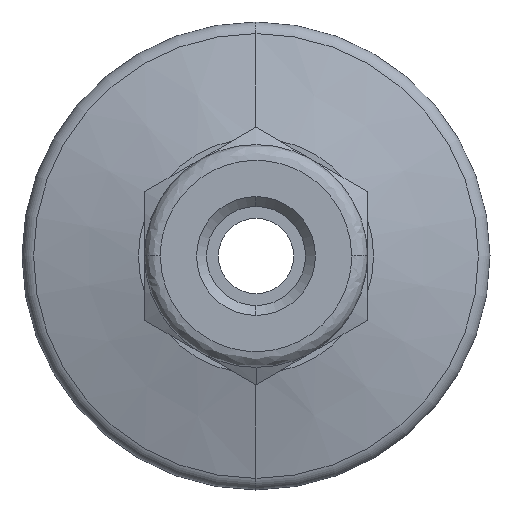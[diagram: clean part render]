
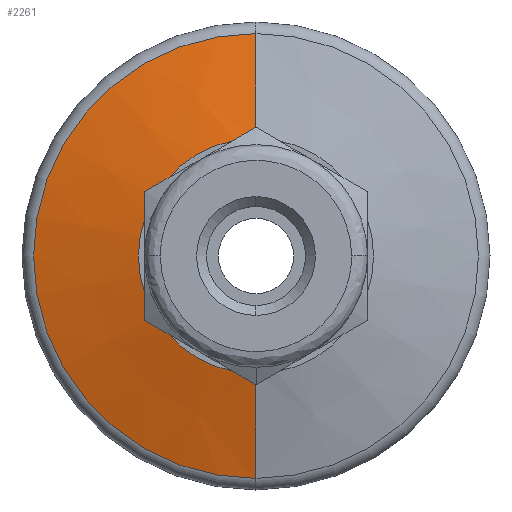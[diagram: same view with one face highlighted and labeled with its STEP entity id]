
A CAD part, left-side view. The second image highlights one B-rep face of the part: STEP entity #2261.
In plain terms, the highlighted conical face has half-angle 75 degrees and reference radius 7.535 mm.
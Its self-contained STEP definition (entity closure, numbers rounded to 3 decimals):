
#7 = AXIS2_PLACEMENT_3D ( 'NONE', #1763, #67, #2050 ) ;
#47 = EDGE_CURVE ( 'NONE', #666, #1545, #3285, .T. ) ;
#67 = DIRECTION ( 'NONE',  ( 1., 0., 0. ) ) ;
#201 = CARTESIAN_POINT ( 'NONE',  ( 0., 0., 7.535 ) ) ;
#244 = CONICAL_SURFACE ( 'NONE', #596, 7.535, 1.309 ) ;
#258 = VECTOR ( 'NONE', #2472, 1000. ) ;
#266 = EDGE_LOOP ( 'NONE', ( #2709, #3553, #914, #2757 ) ) ;
#313 = LINE ( 'NONE', #2244, #986 ) ;
#361 = EDGE_CURVE ( 'NONE', #401, #1852, #1010, .T. ) ;
#401 = VERTEX_POINT ( 'NONE', #1489 ) ;
#558 = DIRECTION ( 'NONE',  ( 0.259, 0., -0.966 ) ) ;
#596 = AXIS2_PLACEMENT_3D ( 'NONE', #3003, #2146, #1871 ) ;
#666 = VERTEX_POINT ( 'NONE', #2213 ) ;
#914 = ORIENTED_EDGE ( 'NONE', *, *, #361, .F. ) ;
#986 = VECTOR ( 'NONE', #558, 1000. ) ;
#1010 = CIRCLE ( 'NONE', #7, 14.259 ) ;
#1489 = CARTESIAN_POINT ( 'NONE',  ( 1.802, 0., -14.259 ) ) ;
#1545 = VERTEX_POINT ( 'NONE', #201 ) ;
#1763 = CARTESIAN_POINT ( 'NONE',  ( 1.802, 0., 0. ) ) ;
#1852 = VERTEX_POINT ( 'NONE', #2382 ) ;
#1871 = DIRECTION ( 'NONE',  ( 0., 0., -1. ) ) ;
#1881 = CARTESIAN_POINT ( 'NONE',  ( 0., 0., 0. ) ) ;
#2024 = EDGE_CURVE ( 'NONE', #1545, #1852, #2419, .T. ) ;
#2050 = DIRECTION ( 'NONE',  ( 0., 0., -1. ) ) ;
#2146 = DIRECTION ( 'NONE',  ( 1., 0., 0. ) ) ;
#2213 = CARTESIAN_POINT ( 'NONE',  ( 0., 0., -7.535 ) ) ;
#2244 = CARTESIAN_POINT ( 'NONE',  ( 0., 0., -7.535 ) ) ;
#2261 = ADVANCED_FACE ( 'NONE', ( #3523 ), #244, .T. ) ;
#2382 = CARTESIAN_POINT ( 'NONE',  ( 1.802, 0., 14.259 ) ) ;
#2419 = LINE ( 'NONE', #2490, #258 ) ;
#2427 = DIRECTION ( 'NONE',  ( 0., 0., -1. ) ) ;
#2472 = DIRECTION ( 'NONE',  ( 0.259, 0., 0.966 ) ) ;
#2490 = CARTESIAN_POINT ( 'NONE',  ( 0., 0., 7.535 ) ) ;
#2681 = AXIS2_PLACEMENT_3D ( 'NONE', #1881, #3612, #2427 ) ;
#2709 = ORIENTED_EDGE ( 'NONE', *, *, #47, .T. ) ;
#2757 = ORIENTED_EDGE ( 'NONE', *, *, #2829, .F. ) ;
#2829 = EDGE_CURVE ( 'NONE', #666, #401, #313, .T. ) ;
#3003 = CARTESIAN_POINT ( 'NONE',  ( 0., 0., 0. ) ) ;
#3285 = CIRCLE ( 'NONE', #2681, 7.535 ) ;
#3523 = FACE_OUTER_BOUND ( 'NONE', #266, .T. ) ;
#3553 = ORIENTED_EDGE ( 'NONE', *, *, #2024, .T. ) ;
#3612 = DIRECTION ( 'NONE',  ( 1., 0., 0. ) ) ;
